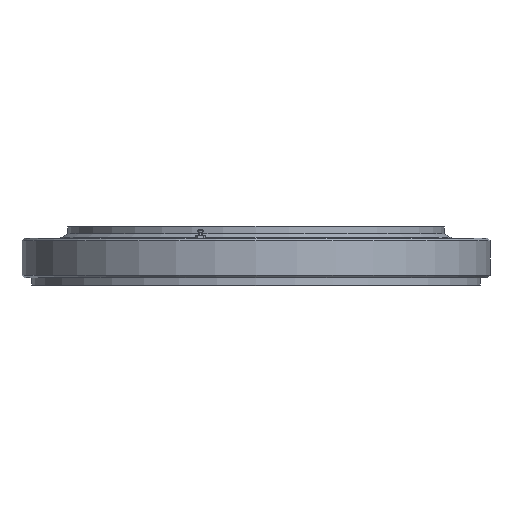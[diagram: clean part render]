
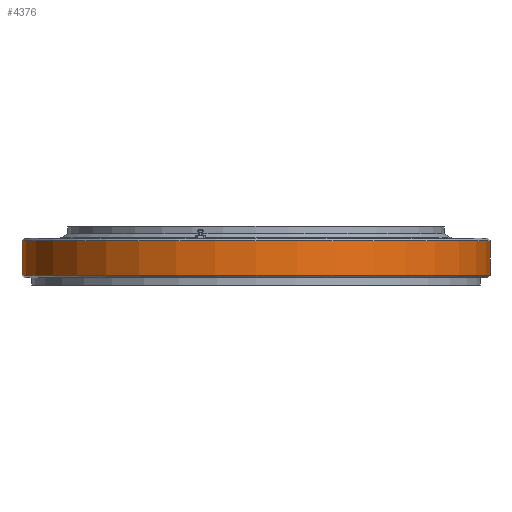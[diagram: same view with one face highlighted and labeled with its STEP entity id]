
A CAD part, front view. The second image highlights one B-rep face of the part: STEP entity #4376.
In plain terms, the highlighted cylindrical face has radius 294.5 mm (diameter 589 mm), a full revolution.
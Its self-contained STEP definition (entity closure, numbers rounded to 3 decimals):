
#254 = CARTESIAN_POINT ( 'NONE',  ( 0., 0., 23. ) ) ;
#268 = VERTEX_POINT ( 'NONE', #1809 ) ;
#474 = CARTESIAN_POINT ( 'NONE',  ( 0., 0., -21. ) ) ;
#517 = ORIENTED_EDGE ( 'NONE', *, *, #3493, .T. ) ;
#550 = VERTEX_POINT ( 'NONE', #5332 ) ;
#910 = DIRECTION ( 'NONE',  ( -1., 0., 0. ) ) ;
#990 = EDGE_LOOP ( 'NONE', ( #517 ) ) ;
#1286 = FACE_OUTER_BOUND ( 'NONE', #1467, .T. ) ;
#1467 = EDGE_LOOP ( 'NONE', ( #3325 ) ) ;
#1583 = DIRECTION ( 'NONE',  ( 1., 0., 0. ) ) ;
#1732 = CARTESIAN_POINT ( 'NONE',  ( 0., 0., 0. ) ) ;
#1809 = CARTESIAN_POINT ( 'NONE',  ( -294.5, 0., -21. ) ) ;
#1995 = AXIS2_PLACEMENT_3D ( 'NONE', #254, #5378, #1583 ) ;
#2217 = FACE_OUTER_BOUND ( 'NONE', #990, .T. ) ;
#2291 = CIRCLE ( 'NONE', #2996, 294.5 ) ;
#2978 = DIRECTION ( 'NONE',  ( -1., 0., 0. ) ) ;
#2996 = AXIS2_PLACEMENT_3D ( 'NONE', #474, #3027, #910 ) ;
#3027 = DIRECTION ( 'NONE',  ( 0., 0., 1. ) ) ;
#3161 = CYLINDRICAL_SURFACE ( 'NONE', #3863, 294.5 ) ;
#3222 = EDGE_CURVE ( 'NONE', #268, #268, #2291, .T. ) ;
#3325 = ORIENTED_EDGE ( 'NONE', *, *, #3222, .T. ) ;
#3493 = EDGE_CURVE ( 'NONE', #550, #550, #4732, .T. ) ;
#3863 = AXIS2_PLACEMENT_3D ( 'NONE', #1732, #3864, #2978 ) ;
#3864 = DIRECTION ( 'NONE',  ( 0., 0., -1. ) ) ;
#4376 = ADVANCED_FACE ( 'NONE', ( #1286, #2217 ), #3161, .T. ) ;
#4732 = CIRCLE ( 'NONE', #1995, 294.5 ) ;
#5332 = CARTESIAN_POINT ( 'NONE',  ( 294.5, 0., 23. ) ) ;
#5378 = DIRECTION ( 'NONE',  ( 0., 0., -1. ) ) ;
